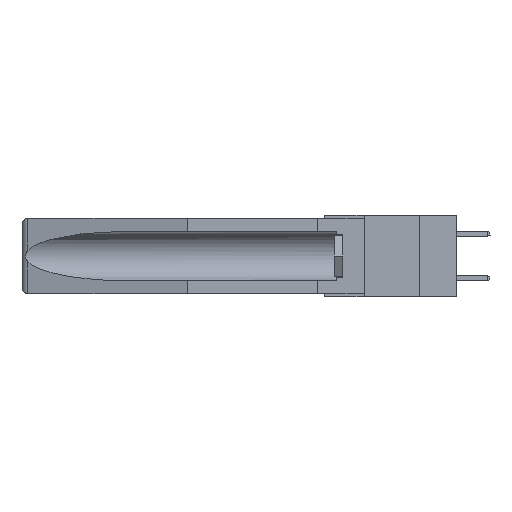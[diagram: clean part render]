
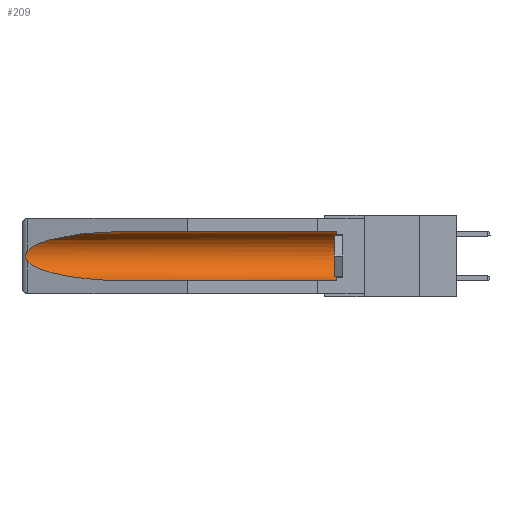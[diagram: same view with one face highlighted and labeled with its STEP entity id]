
A CAD part, left-side view. The second image highlights one B-rep face of the part: STEP entity #209.
In plain terms, the highlighted cylindrical face has radius 2.857 mm (diameter 5.715 mm), a partial arc.
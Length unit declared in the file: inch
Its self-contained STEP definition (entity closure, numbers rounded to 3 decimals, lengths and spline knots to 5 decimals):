
#209 = ADVANCED_FACE ( 'NONE', ( #19761 ), #11687, .F. ) ;
#1005 = CARTESIAN_POINT ( 'NONE',  ( 0.25451, 1.48313, -0.24835 ) ) ;
#1755 = B_SPLINE_CURVE_WITH_KNOTS ( 'NONE', 3,
 ( #15901, #19244, #15973, #4178, #15683, #5708, #20686, #6001, #19085, #10965 ),
 .UNSPECIFIED., .F., .F.,
 ( 4, 2, 2, 2, 4 ),
 ( 0., 0.00029, 0.00058, 0.00087, 0.00117 ),
 .UNSPECIFIED. ) ;
#1830 = DIRECTION ( 'NONE',  ( 0., 0., 1. ) ) ;
#2049 = AXIS2_PLACEMENT_3D ( 'NONE', #12110, #11831, #1830 ) ;
#2331 = VERTEX_POINT ( 'NONE', #11733 ) ;
#2347 = LINE ( 'NONE', #9780, #9949 ) ;
#3272 = EDGE_CURVE ( 'NONE', #2331, #3931, #1755, .T. ) ;
#3931 = VERTEX_POINT ( 'NONE', #11643 ) ;
#4099 = VERTEX_POINT ( 'NONE', #7921 ) ;
#4178 = CARTESIAN_POINT ( 'NONE',  ( 0.2673, 1.5327, -0.16383 ) ) ;
#4667 = EDGE_CURVE ( 'NONE', #9508, #2331, #7263, .T. ) ;
#4719 =( BOUNDED_CURVE ( )  B_SPLINE_CURVE ( 3, ( #17617, #1005, #17695, #7728 ),
 .UNSPECIFIED., .F., .F. ) 
 B_SPLINE_CURVE_WITH_KNOTS ( ( 4, 4 ),
 ( 0.1948, 1.5708 ),
 .UNSPECIFIED. ) 
 CURVE ( )  GEOMETRIC_REPRESENTATION_ITEM ( )  RATIONAL_B_SPLINE_CURVE ( ( 1., 0.848, 0.848, 1. ) ) 
 REPRESENTATION_ITEM ( '' )  );
#4950 = CARTESIAN_POINT ( 'NONE',  ( 0.155, 0.126, -0.1715 ) ) ;
#5708 = CARTESIAN_POINT ( 'NONE',  ( 0.2675, 1.53308, -0.17534 ) ) ;
#6001 = CARTESIAN_POINT ( 'NONE',  ( 0.26655, 1.53094, -0.18657 ) ) ;
#6384 = ORIENTED_EDGE ( 'NONE', *, *, #8238, .F. ) ;
#6565 = VERTEX_POINT ( 'NONE', #19317 ) ;
#6579 = CIRCLE ( 'NONE', #7002, 0.1125 ) ;
#6660 = EDGE_CURVE ( 'NONE', #6565, #19264, #6579, .T. ) ;
#6831 = LINE ( 'NONE', #16134, #13894 ) ;
#7002 = AXIS2_PLACEMENT_3D ( 'NONE', #4950, #12578, #20473 ) ;
#7263 =( BOUNDED_CURVE ( )  B_SPLINE_CURVE ( 3, ( #17705, #17918, #7663, #19306 ),
 .UNSPECIFIED., .F., .F. ) 
 B_SPLINE_CURVE_WITH_KNOTS ( ( 4, 4 ),
 ( 4.71239, 6.08839 ),
 .UNSPECIFIED. ) 
 CURVE ( )  GEOMETRIC_REPRESENTATION_ITEM ( )  RATIONAL_B_SPLINE_CURVE ( ( 1., 0.848, 0.848, 1. ) ) 
 REPRESENTATION_ITEM ( '' )  );
#7315 = CARTESIAN_POINT ( 'NONE',  ( 0.155, 0.126, -0.059 ) ) ;
#7663 = CARTESIAN_POINT ( 'NONE',  ( 0.25451, 1.48313, -0.09465 ) ) ;
#7728 = CARTESIAN_POINT ( 'NONE',  ( 0.155, 1.07973, -0.284 ) ) ;
#7833 = DIRECTION ( 'NONE',  ( 0., 1., 0. ) ) ;
#7921 = CARTESIAN_POINT ( 'NONE',  ( 0.155, 1.07973, -0.284 ) ) ;
#7934 = EDGE_CURVE ( 'NONE', #3931, #4099, #4719, .T. ) ;
#8238 = EDGE_CURVE ( 'NONE', #6565, #4099, #6831, .T. ) ;
#8868 = ORIENTED_EDGE ( 'NONE', *, *, #21610, .T. ) ;
#9508 = VERTEX_POINT ( 'NONE', #17823 ) ;
#9780 = CARTESIAN_POINT ( 'NONE',  ( 0.155, -0.30754, -0.059 ) ) ;
#9949 = VECTOR ( 'NONE', #11313, 39.37008 ) ;
#10481 = ORIENTED_EDGE ( 'NONE', *, *, #7934, .T. ) ;
#10965 = CARTESIAN_POINT ( 'NONE',  ( 0.26537, 1.52718, -0.19328 ) ) ;
#11313 = DIRECTION ( 'NONE',  ( 0., 1., 0. ) ) ;
#11619 = ORIENTED_EDGE ( 'NONE', *, *, #3272, .T. ) ;
#11643 = CARTESIAN_POINT ( 'NONE',  ( 0.26537, 1.52718, -0.19328 ) ) ;
#11687 = CYLINDRICAL_SURFACE ( 'NONE', #2049, 0.1125 ) ;
#11733 = CARTESIAN_POINT ( 'NONE',  ( 0.26537, 1.52718, -0.14972 ) ) ;
#11831 = DIRECTION ( 'NONE',  ( 0., 1., 0. ) ) ;
#12110 = CARTESIAN_POINT ( 'NONE',  ( 0.155, -0.30754, -0.1715 ) ) ;
#12578 = DIRECTION ( 'NONE',  ( 0., -1., 0. ) ) ;
#13894 = VECTOR ( 'NONE', #7833, 39.37008 ) ;
#15683 = CARTESIAN_POINT ( 'NONE',  ( 0.2675, 1.53308, -0.16763 ) ) ;
#15901 = CARTESIAN_POINT ( 'NONE',  ( 0.26537, 1.52718, -0.14972 ) ) ;
#15973 = CARTESIAN_POINT ( 'NONE',  ( 0.26654, 1.53092, -0.15636 ) ) ;
#16134 = CARTESIAN_POINT ( 'NONE',  ( 0.155, -0.30754, -0.284 ) ) ;
#17617 = CARTESIAN_POINT ( 'NONE',  ( 0.26537, 1.52718, -0.19328 ) ) ;
#17695 = CARTESIAN_POINT ( 'NONE',  ( 0.21114, 1.30732, -0.284 ) ) ;
#17705 = CARTESIAN_POINT ( 'NONE',  ( 0.155, 1.07973, -0.059 ) ) ;
#17714 = ORIENTED_EDGE ( 'NONE', *, *, #4667, .T. ) ;
#17823 = CARTESIAN_POINT ( 'NONE',  ( 0.155, 1.07973, -0.059 ) ) ;
#17918 = CARTESIAN_POINT ( 'NONE',  ( 0.21114, 1.30732, -0.059 ) ) ;
#19085 = CARTESIAN_POINT ( 'NONE',  ( 0.26597, 1.5296, -0.19026 ) ) ;
#19244 = CARTESIAN_POINT ( 'NONE',  ( 0.26597, 1.52961, -0.15275 ) ) ;
#19264 = VERTEX_POINT ( 'NONE', #7315 ) ;
#19306 = CARTESIAN_POINT ( 'NONE',  ( 0.26537, 1.52718, -0.14972 ) ) ;
#19317 = CARTESIAN_POINT ( 'NONE',  ( 0.155, 0.126, -0.284 ) ) ;
#19409 = ORIENTED_EDGE ( 'NONE', *, *, #6660, .T. ) ;
#19761 = FACE_OUTER_BOUND ( 'NONE', #21379, .T. ) ;
#20473 = DIRECTION ( 'NONE',  ( 0., 0., 1. ) ) ;
#20686 = CARTESIAN_POINT ( 'NONE',  ( 0.2673, 1.53269, -0.17917 ) ) ;
#21379 = EDGE_LOOP ( 'NONE', ( #17714, #11619, #10481, #6384, #19409, #8868 ) ) ;
#21610 = EDGE_CURVE ( 'NONE', #19264, #9508, #2347, .T. ) ;
